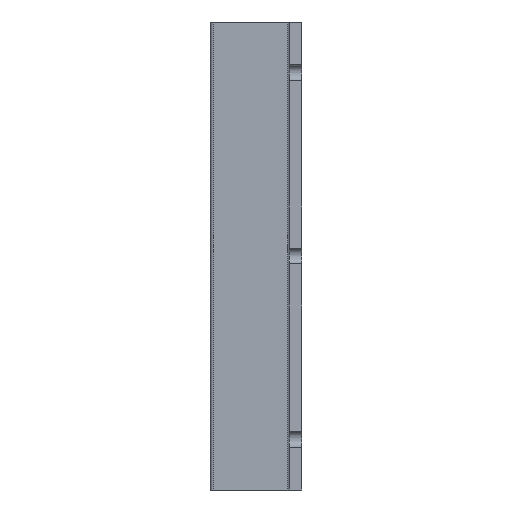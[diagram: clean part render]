
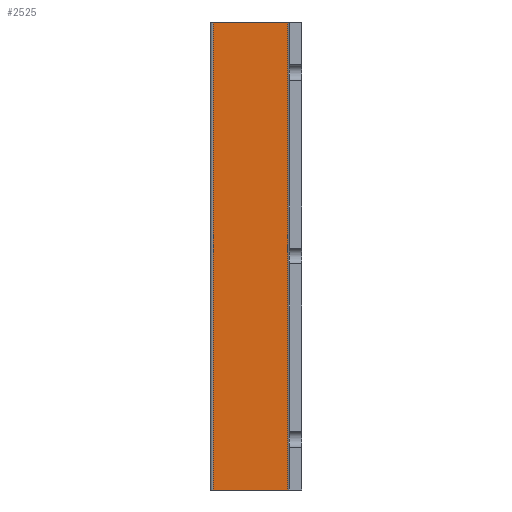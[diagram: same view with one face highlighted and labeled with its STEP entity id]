
A CAD part, front view. The second image highlights one B-rep face of the part: STEP entity #2525.
In plain terms, the highlighted planar face has unit normal (0, -1, 0).
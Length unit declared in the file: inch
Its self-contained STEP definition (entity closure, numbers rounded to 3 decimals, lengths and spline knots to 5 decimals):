
#20 = DIRECTION ( 'NONE',  ( -1., 0., 0. ) ) ;
#21 = DIRECTION ( 'NONE',  ( 0., 1., 0. ) ) ;
#23 = PLANE ( 'NONE',  #2341 ) ;
#73 = DIRECTION ( 'NONE',  ( 1., 0., 0. ) ) ;
#74 = CARTESIAN_POINT ( 'NONE',  ( -0.87, -0.88, 0. ) ) ;
#75 = DIRECTION ( 'NONE',  ( 0., 0., -1. ) ) ;
#76 = CARTESIAN_POINT ( 'NONE',  ( -0.14, -0.88, 4.6 ) ) ;
#81 = DIRECTION ( 'NONE',  ( 1., 0., 0. ) ) ;
#82 = CARTESIAN_POINT ( 'NONE',  ( -0.87, -0.88, 4.6 ) ) ;
#137 = DIRECTION ( 'NONE',  ( 0., 0., -1. ) ) ;
#138 = CARTESIAN_POINT ( 'NONE',  ( -0.87, -0.88, 4.6 ) ) ;
#331 = VERTEX_POINT ( 'NONE', #426 ) ;
#333 = VERTEX_POINT ( 'NONE', #423 ) ;
#334 = VERTEX_POINT ( 'NONE', #424 ) ;
#335 = VERTEX_POINT ( 'NONE', #425 ) ;
#423 = CARTESIAN_POINT ( 'NONE',  ( -0.87, -0.88, 4.6 ) ) ;
#424 = CARTESIAN_POINT ( 'NONE',  ( -0.14, -0.88, 4.6 ) ) ;
#425 = CARTESIAN_POINT ( 'NONE',  ( -0.14, -0.88, 0. ) ) ;
#426 = CARTESIAN_POINT ( 'NONE',  ( -0.87, -0.88, 0. ) ) ;
#586 = EDGE_CURVE ( 'NONE', #333, #331, #2089, .T. ) ;
#612 = EDGE_CURVE ( 'NONE', #333, #334, #2202, .T. ) ;
#615 = EDGE_CURVE ( 'NONE', #334, #335, #2197, .T. ) ;
#616 = EDGE_CURVE ( 'NONE', #331, #335, #2195, .T. ) ;
#679 = ORIENTED_EDGE ( 'NONE', *, *, #616, .T. ) ;
#680 = ORIENTED_EDGE ( 'NONE', *, *, #615, .F. ) ;
#681 = ORIENTED_EDGE ( 'NONE', *, *, #612, .F. ) ;
#682 = ORIENTED_EDGE ( 'NONE', *, *, #586, .T. ) ;
#1237 = FACE_OUTER_BOUND ( 'NONE', #2413, .T. ) ;
#2089 = LINE ( 'NONE', #138, #2095 ) ;
#2095 = VECTOR ( 'NONE', #137, 39.37008 ) ;
#2194 = VECTOR ( 'NONE', #73, 39.37008 ) ;
#2195 = LINE ( 'NONE', #74, #2194 ) ;
#2196 = VECTOR ( 'NONE', #75, 39.37008 ) ;
#2197 = LINE ( 'NONE', #76, #2196 ) ;
#2201 = VECTOR ( 'NONE', #81, 39.37008 ) ;
#2202 = LINE ( 'NONE', #82, #2201 ) ;
#2341 = AXIS2_PLACEMENT_3D ( 'NONE', #2452, #21, #20 ) ;
#2413 = EDGE_LOOP ( 'NONE', ( #679, #680, #681, #682 ) ) ;
#2452 = CARTESIAN_POINT ( 'NONE',  ( -0.87, -0.88, 4.6 ) ) ;
#2525 = ADVANCED_FACE ( 'NONE', ( #1237 ), #23, .F. ) ;
